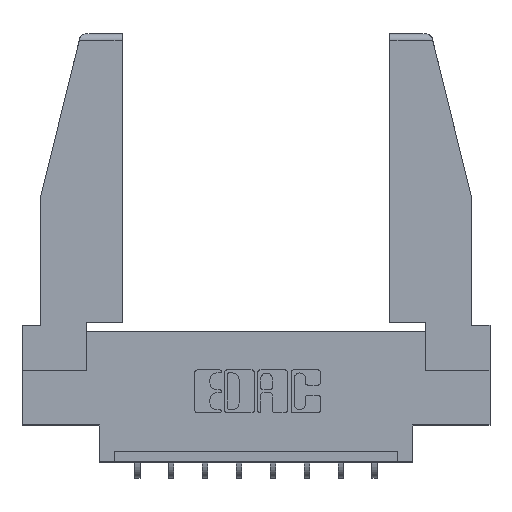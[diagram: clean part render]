
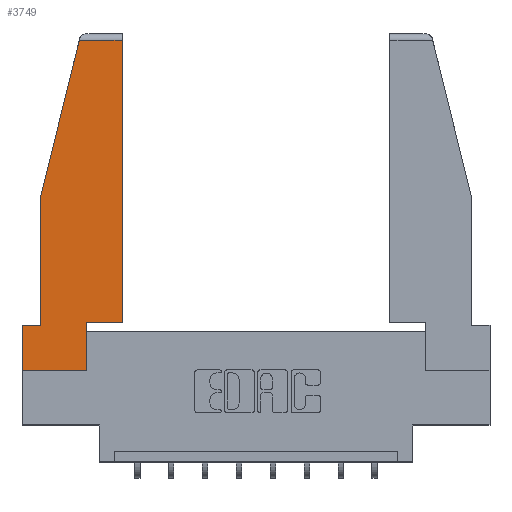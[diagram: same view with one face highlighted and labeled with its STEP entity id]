
A CAD part, top view. The second image highlights one B-rep face of the part: STEP entity #3749.
In plain terms, the highlighted planar face has unit normal (0, 0, 1).
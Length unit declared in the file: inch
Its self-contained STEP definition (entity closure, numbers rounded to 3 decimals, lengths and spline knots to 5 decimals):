
#36 = ORIENTED_EDGE ( 'NONE', *, *, #8852, .T. ) ;
#158 = DIRECTION ( 'NONE',  ( -1., 0., 0. ) ) ;
#242 = CARTESIAN_POINT ( 'NONE',  ( 0.086, 0.21, 0. ) ) ;
#694 = DIRECTION ( 'NONE',  ( 0., -1., 0. ) ) ;
#772 = VERTEX_POINT ( 'NONE', #11295 ) ;
#886 = CARTESIAN_POINT ( 'NONE',  ( 0.461, 1.52, 0. ) ) ;
#916 = PLANE ( 'NONE',  #5202 ) ;
#996 = DIRECTION ( 'NONE',  ( -0.239, -0.971, 0. ) ) ;
#1041 = CARTESIAN_POINT ( 'NONE',  ( 0.271, 1.55, 0. ) ) ;
#1105 = ORIENTED_EDGE ( 'NONE', *, *, #10517, .T. ) ;
#1596 = ORIENTED_EDGE ( 'NONE', *, *, #7357, .T. ) ;
#1741 = CARTESIAN_POINT ( 'NONE',  ( 0.297, 0., 0. ) ) ;
#1836 = EDGE_CURVE ( 'NONE', #9977, #7498, #5229, .T. ) ;
#1992 = DIRECTION ( 'NONE',  ( 0., 0., 1. ) ) ;
#2136 = VECTOR ( 'NONE', #6116, 39.37008 ) ;
#2440 = VERTEX_POINT ( 'NONE', #10087 ) ;
#2798 = CARTESIAN_POINT ( 'NONE',  ( 0.2636, 1.52, 0. ) ) ;
#2925 = VECTOR ( 'NONE', #6779, 39.37008 ) ;
#2959 = VERTEX_POINT ( 'NONE', #8620 ) ;
#3124 = CARTESIAN_POINT ( 'NONE',  ( 0.461, 0.223, 0. ) ) ;
#3183 = CARTESIAN_POINT ( 'NONE',  ( 0.297, 0., 0. ) ) ;
#3323 = CARTESIAN_POINT ( 'NONE',  ( 0.086, 0.8, 0. ) ) ;
#3356 = LINE ( 'NONE', #3124, #6349 ) ;
#3749 = ADVANCED_FACE ( 'NONE', ( #8631 ), #916, .T. ) ;
#3835 = EDGE_CURVE ( 'NONE', #12269, #11554, #6426, .T. ) ;
#3844 = EDGE_LOOP ( 'NONE', ( #7812, #10136, #36, #11955, #1105, #1596, #9453, #12659, #10226 ) ) ;
#4156 = EDGE_CURVE ( 'NONE', #6335, #12269, #9705, .T. ) ;
#4526 = VECTOR ( 'NONE', #694, 39.37008 ) ;
#5202 = AXIS2_PLACEMENT_3D ( 'NONE', #10883, #1992, #7923 ) ;
#5229 = LINE ( 'NONE', #11816, #7580 ) ;
#5360 = LINE ( 'NONE', #10511, #9425 ) ;
#6063 = EDGE_CURVE ( 'NONE', #2959, #6335, #5360, .T. ) ;
#6116 = DIRECTION ( 'NONE',  ( 1., 0., 0. ) ) ;
#6201 = CARTESIAN_POINT ( 'NONE',  ( 0.297, 0.223, 0. ) ) ;
#6335 = VERTEX_POINT ( 'NONE', #3183 ) ;
#6349 = VECTOR ( 'NONE', #7265, 39.37008 ) ;
#6426 = LINE ( 'NONE', #6201, #2136 ) ;
#6442 = LINE ( 'NONE', #3323, #11462 ) ;
#6487 = EDGE_CURVE ( 'NONE', #2440, #13010, #6442, .T. ) ;
#6779 = DIRECTION ( 'NONE',  ( 0., 1., 0. ) ) ;
#7091 = CARTESIAN_POINT ( 'NONE',  ( 0.461, 0.223, 0. ) ) ;
#7265 = DIRECTION ( 'NONE',  ( 0., 1., 0. ) ) ;
#7357 = EDGE_CURVE ( 'NONE', #772, #2959, #9551, .T. ) ;
#7498 = VERTEX_POINT ( 'NONE', #2798 ) ;
#7580 = VECTOR ( 'NONE', #12641, 39.37008 ) ;
#7812 = ORIENTED_EDGE ( 'NONE', *, *, #12991, .T. ) ;
#7923 = DIRECTION ( 'NONE',  ( 1., 0., 0. ) ) ;
#8620 = CARTESIAN_POINT ( 'NONE',  ( 0., 0., 0. ) ) ;
#8631 = FACE_OUTER_BOUND ( 'NONE', #3844, .T. ) ;
#8852 = EDGE_CURVE ( 'NONE', #7498, #2440, #11473, .T. ) ;
#9425 = VECTOR ( 'NONE', #12535, 39.37008 ) ;
#9453 = ORIENTED_EDGE ( 'NONE', *, *, #6063, .T. ) ;
#9551 = LINE ( 'NONE', #12734, #4526 ) ;
#9705 = LINE ( 'NONE', #1741, #2925 ) ;
#9977 = VERTEX_POINT ( 'NONE', #886 ) ;
#10087 = CARTESIAN_POINT ( 'NONE',  ( 0.086, 0.8, 0. ) ) ;
#10136 = ORIENTED_EDGE ( 'NONE', *, *, #1836, .T. ) ;
#10226 = ORIENTED_EDGE ( 'NONE', *, *, #3835, .T. ) ;
#10285 = DIRECTION ( 'NONE',  ( 0., -1., 0. ) ) ;
#10511 = CARTESIAN_POINT ( 'NONE',  ( 0., 0., 0. ) ) ;
#10517 = EDGE_CURVE ( 'NONE', #13010, #772, #11432, .T. ) ;
#10883 = CARTESIAN_POINT ( 'NONE',  ( 0., 0., 0. ) ) ;
#11295 = CARTESIAN_POINT ( 'NONE',  ( 0., 0.21, 0. ) ) ;
#11432 = LINE ( 'NONE', #12172, #11725 ) ;
#11462 = VECTOR ( 'NONE', #10285, 39.37008 ) ;
#11473 = LINE ( 'NONE', #1041, #12834 ) ;
#11554 = VERTEX_POINT ( 'NONE', #7091 ) ;
#11725 = VECTOR ( 'NONE', #158, 39.37008 ) ;
#11816 = CARTESIAN_POINT ( 'NONE',  ( 0., 1.52, 0. ) ) ;
#11955 = ORIENTED_EDGE ( 'NONE', *, *, #6487, .T. ) ;
#12172 = CARTESIAN_POINT ( 'NONE',  ( 0., 0.21, 0. ) ) ;
#12269 = VERTEX_POINT ( 'NONE', #12508 ) ;
#12508 = CARTESIAN_POINT ( 'NONE',  ( 0.297, 0.223, 0. ) ) ;
#12535 = DIRECTION ( 'NONE',  ( 1., 0., 0. ) ) ;
#12641 = DIRECTION ( 'NONE',  ( -1., 0., 0. ) ) ;
#12659 = ORIENTED_EDGE ( 'NONE', *, *, #4156, .T. ) ;
#12734 = CARTESIAN_POINT ( 'NONE',  ( 0., 0.21, 0. ) ) ;
#12834 = VECTOR ( 'NONE', #996, 39.37008 ) ;
#12991 = EDGE_CURVE ( 'NONE', #11554, #9977, #3356, .T. ) ;
#13010 = VERTEX_POINT ( 'NONE', #242 ) ;
